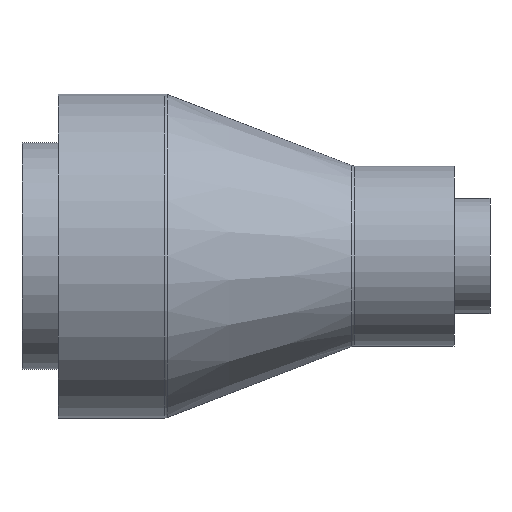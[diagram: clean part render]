
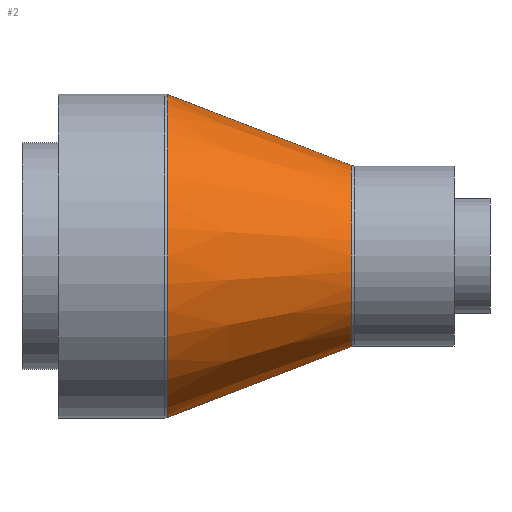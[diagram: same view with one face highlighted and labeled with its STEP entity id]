
A CAD part, front view. The second image highlights one B-rep face of the part: STEP entity #2.
In plain terms, the highlighted conical face has half-angle 21.038 degrees and reference radius 25.133 mm.
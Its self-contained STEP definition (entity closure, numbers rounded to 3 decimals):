
#2 = ADVANCED_FACE ( 'NONE', ( #2843 ), #2150, .T. ) ;
#79 = EDGE_CURVE ( 'NONE', #2719, #2258, #2082, .T. ) ;
#332 = CARTESIAN_POINT ( 'NONE',  ( 46.444, -32.454, -25.133 ) ) ;
#481 = DIRECTION ( 'NONE',  ( 0., 0., 1. ) ) ;
#601 = CARTESIAN_POINT ( 'NONE',  ( 46.444, -32.454, 0. ) ) ;
#675 = DIRECTION ( 'NONE',  ( -1., 0., 0. ) ) ;
#693 = CARTESIAN_POINT ( 'NONE',  ( 46.444, -32.454, 25.133 ) ) ;
#865 = DIRECTION ( 'NONE',  ( 0., 0., 1. ) ) ;
#985 = DIRECTION ( 'NONE',  ( 0., 0., 1. ) ) ;
#1162 = CARTESIAN_POINT ( 'NONE',  ( -4.863, -32.454, -44.867 ) ) ;
#1263 = AXIS2_PLACEMENT_3D ( 'NONE', #2421, #2226, #985 ) ;
#1344 = VERTEX_POINT ( 'NONE', #3154 ) ;
#1455 = DIRECTION ( 'NONE',  ( -1., 0., 0. ) ) ;
#1631 = ORIENTED_EDGE ( 'NONE', *, *, #1747, .T. ) ;
#1736 = EDGE_LOOP ( 'NONE', ( #2605, #1631, #1790, #2701 ) ) ;
#1747 = EDGE_CURVE ( 'NONE', #2719, #2110, #2014, .T. ) ;
#1780 = CARTESIAN_POINT ( 'NONE',  ( -4.863, -32.454, 0. ) ) ;
#1790 = ORIENTED_EDGE ( 'NONE', *, *, #1873, .T. ) ;
#1873 = EDGE_CURVE ( 'NONE', #2110, #1344, #2968, .T. ) ;
#2014 = CIRCLE ( 'NONE', #2217, 25.133 ) ;
#2082 = LINE ( 'NONE', #2357, #2704 ) ;
#2110 = VERTEX_POINT ( 'NONE', #693 ) ;
#2150 = CONICAL_SURFACE ( 'NONE', #1263, 25.133, 0.367 ) ;
#2170 = DIRECTION ( 'NONE',  ( -0.933, 0., -0.359 ) ) ;
#2217 = AXIS2_PLACEMENT_3D ( 'NONE', #601, #675, #865 ) ;
#2226 = DIRECTION ( 'NONE',  ( -1., 0., 0. ) ) ;
#2258 = VERTEX_POINT ( 'NONE', #1162 ) ;
#2357 = CARTESIAN_POINT ( 'NONE',  ( 46.444, -32.454, -25.133 ) ) ;
#2421 = CARTESIAN_POINT ( 'NONE',  ( 46.444, -32.454, 0. ) ) ;
#2570 = CARTESIAN_POINT ( 'NONE',  ( 46.444, -32.454, 25.133 ) ) ;
#2605 = ORIENTED_EDGE ( 'NONE', *, *, #79, .F. ) ;
#2681 = CIRCLE ( 'NONE', #3156, 44.867 ) ;
#2701 = ORIENTED_EDGE ( 'NONE', *, *, #2861, .F. ) ;
#2704 = VECTOR ( 'NONE', #2170, 1000. ) ;
#2719 = VERTEX_POINT ( 'NONE', #332 ) ;
#2820 = VECTOR ( 'NONE', #2826, 1000. ) ;
#2826 = DIRECTION ( 'NONE',  ( -0.933, 0., 0.359 ) ) ;
#2843 = FACE_OUTER_BOUND ( 'NONE', #1736, .T. ) ;
#2861 = EDGE_CURVE ( 'NONE', #2258, #1344, #2681, .T. ) ;
#2968 = LINE ( 'NONE', #2570, #2820 ) ;
#3154 = CARTESIAN_POINT ( 'NONE',  ( -4.863, -32.454, 44.867 ) ) ;
#3156 = AXIS2_PLACEMENT_3D ( 'NONE', #1780, #1455, #481 ) ;
